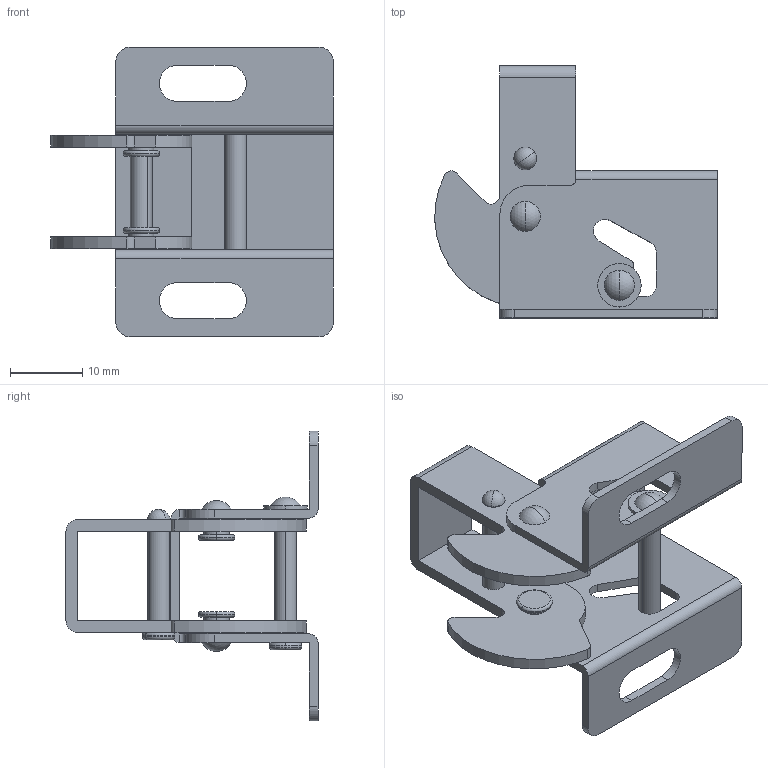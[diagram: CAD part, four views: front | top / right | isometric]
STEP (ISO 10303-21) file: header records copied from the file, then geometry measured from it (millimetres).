
FILE_DESCRIPTION (( 'STEP AP203' ), '1' );
FILE_NAME ('Žº‰ª•ÏŠ·.STEP', '2012-04-27T02:33:42', ( '' ), ( '' ), 'SwSTEP 2.0', 'SolidWorks 2011', '' );
FILE_SCHEMA (( 'CONFIG_CONTROL_DESIGN' ));
Length unit declared in the file: millimetre
Products named in the file (6): C-850-5_僶僱妡偗僺儞B; 室岡変換; C-850-5_ラッチ軸; C-850-5_ベース; C-850-5_ラッチ; C-850-5_僶僱妡偗僺儞A
Assembly tree (6 placements, depth 2):
  室岡変換
    C-850-5_ラッチ軸  x2
    C-850-5_ベース
    C-850-5_僶僱妡偗僺儞B
    C-850-5_僶僱妡偗僺儞A
    C-850-5_ラッチ
Bounding box: 38.99 x 34.8 x 40 mm (x, y, z)
Volume: 4123.8 mm3; surface area: 7102.1 mm2
Topology: 6 solids, 6 shells, 159 faces, 392 edges, 256 vertices
Faces by surface type: cylinder 74, plane 61, torus 16, sphere 8
Entity records: 5068 total; most frequent: DIRECTION 838, CARTESIAN_POINT 751, ORIENTED_EDGE 724, EDGE_CURVE 362, AXIS2_PLACEMENT_3D 324, VERTEX_POINT 237, VECTOR 190, LINE 190
